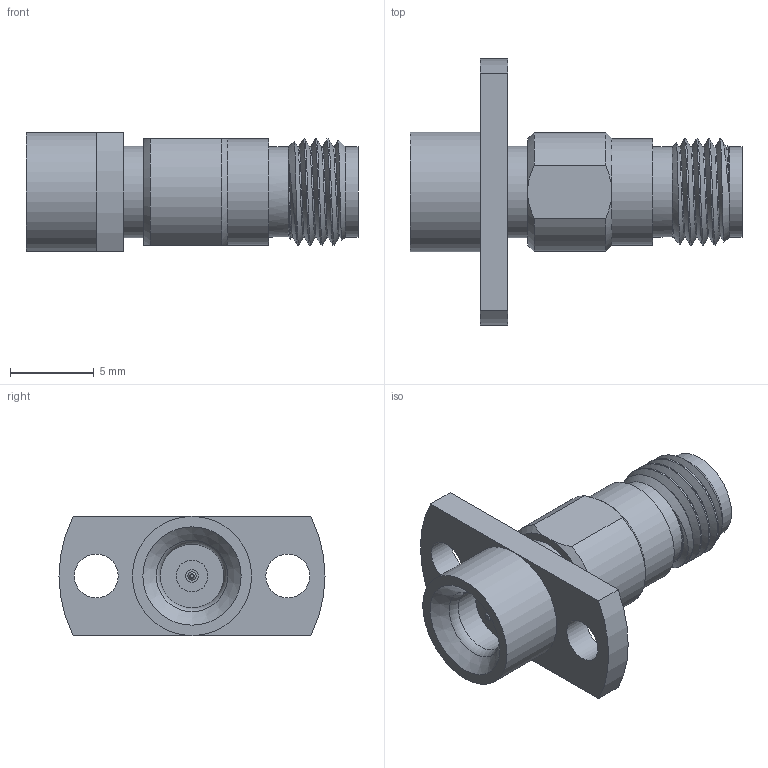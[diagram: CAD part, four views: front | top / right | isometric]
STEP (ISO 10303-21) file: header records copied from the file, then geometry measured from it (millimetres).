
FILE_DESCRIPTION (( 'STEP AP203' ), '1' );
FILE_NAME ('PE91057_3D.step', '2021-05-03T18:22:25', ( '' ), ( '' ), 'SwSTEP 2.0', 'SolidWorks 2020', '' );
FILE_SCHEMA (( 'CONFIG_CONTROL_DESIGN' ));
Length unit declared in the file: inch
Products named in the file (1): PE91057_3D
Bounding box: 19.81 x 15.88 x 7.14 mm (x, y, z)
Volume: 683 mm3; surface area: 799.9 mm2
Topology: 1 solids, 1 shells, 51 faces, 107 edges, 69 vertices
Faces by surface type: cylinder 19, plane 17, cone 11, bspline 3, torus 1
Full cylindrical faces by diameter (mm): 0.508 x1, 0.756 x1, 0.94 x1, 1.194 x1, 1.884 x1, 2.616 x2, 3.81 x1, 4.572 x1, 5.374 x2, 5.464 x1, 6.359 x1, 7.112 x1
Entity records: 2132 total; most frequent: CARTESIAN_POINT 1083, DIRECTION 206, ORIENTED_EDGE 158, AXIS2_PLACEMENT_3D 96, EDGE_LOOP 88, EDGE_CURVE 79, FACE_OUTER_BOUND 66, VERTEX_POINT 63
